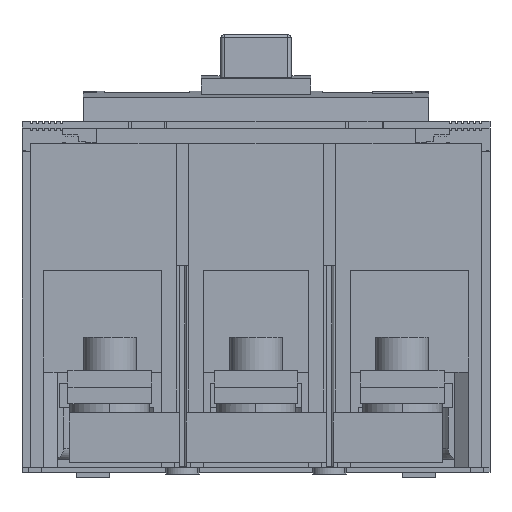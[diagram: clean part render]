
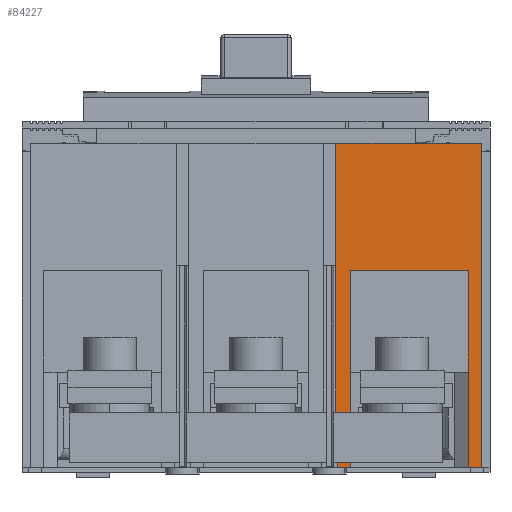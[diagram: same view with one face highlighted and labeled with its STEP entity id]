
A CAD part, front view. The second image highlights one B-rep face of the part: STEP entity #84227.
In plain terms, the highlighted planar face has unit normal (0, -1, 0).
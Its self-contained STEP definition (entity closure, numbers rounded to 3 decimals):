
#139 = VECTOR ( 'NONE', #20784, 1000. ) ;
#856 = DIRECTION ( 'NONE',  ( 0., 0., -1. ) ) ;
#1160 = CARTESIAN_POINT ( 'NONE',  ( 52.792, -126.737, -54.987 ) ) ;
#1698 = VERTEX_POINT ( 'NONE', #72316 ) ;
#2600 = EDGE_CURVE ( 'NONE', #36644, #14441, #15776, .T. ) ;
#3161 = FACE_OUTER_BOUND ( 'NONE', #15676, .T. ) ;
#5212 = LINE ( 'NONE', #32631, #22477 ) ;
#7430 = ORIENTED_EDGE ( 'NONE', *, *, #87320, .T. ) ;
#7575 = DIRECTION ( 'NONE',  ( 1., 0., 0. ) ) ;
#7695 = CARTESIAN_POINT ( 'NONE',  ( 13.792, -126.737, -53.047 ) ) ;
#9361 = DIRECTION ( 'NONE',  ( 0., 0., -1. ) ) ;
#10656 = VERTEX_POINT ( 'NONE', #38296 ) ;
#12437 = ORIENTED_EDGE ( 'NONE', *, *, #20486, .T. ) ;
#13137 = CARTESIAN_POINT ( 'NONE',  ( 17.492, -126.737, 5.953 ) ) ;
#13400 = CARTESIAN_POINT ( 'NONE',  ( 17.492, -126.737, -53.047 ) ) ;
#13510 = VECTOR ( 'NONE', #25281, 1000. ) ;
#14441 = VERTEX_POINT ( 'NONE', #76289 ) ;
#14844 = LINE ( 'NONE', #13137, #93448 ) ;
#15529 = EDGE_CURVE ( 'NONE', #95577, #53801, #20487, .T. ) ;
#15676 = EDGE_LOOP ( 'NONE', ( #55902, #53986, #92004, #7430, #48497, #90409, #31311, #63081, #12437, #41359, #45635 ) ) ;
#15776 = LINE ( 'NONE', #60014, #13510 ) ;
#17348 = EDGE_CURVE ( 'NONE', #36644, #89050, #78985, .T. ) ;
#18151 = VECTOR ( 'NONE', #94458, 1000. ) ;
#19683 = DIRECTION ( 'NONE',  ( 0., 0., -1. ) ) ;
#19844 = VECTOR ( 'NONE', #856, 1000. ) ;
#20069 = LINE ( 'NONE', #20116, #37379 ) ;
#20116 = CARTESIAN_POINT ( 'NONE',  ( 13.792, -126.737, -39.797 ) ) ;
#20486 = EDGE_CURVE ( 'NONE', #53801, #10656, #20069, .T. ) ;
#20487 = LINE ( 'NONE', #94550, #18151 ) ;
#20784 = DIRECTION ( 'NONE',  ( 0., 0., 1. ) ) ;
#21227 = VERTEX_POINT ( 'NONE', #28659 ) ;
#22477 = VECTOR ( 'NONE', #32558, 1000. ) ;
#25281 = DIRECTION ( 'NONE',  ( 0., 0., 1. ) ) ;
#25395 = EDGE_CURVE ( 'NONE', #10656, #21227, #85875, .T. ) ;
#27250 = EDGE_CURVE ( 'NONE', #51555, #1698, #5212, .T. ) ;
#28659 = CARTESIAN_POINT ( 'NONE',  ( 17.492, -126.737, -53.047 ) ) ;
#31311 = ORIENTED_EDGE ( 'NONE', *, *, #71986, .T. ) ;
#32558 = DIRECTION ( 'NONE',  ( -1., 0., 0. ) ) ;
#32631 = CARTESIAN_POINT ( 'NONE',  ( 56.692, -126.737, 43.953 ) ) ;
#36644 = VERTEX_POINT ( 'NONE', #74613 ) ;
#36984 = LINE ( 'NONE', #13400, #139 ) ;
#37235 = DIRECTION ( 'NONE',  ( 1., 0., 0. ) ) ;
#37379 = VECTOR ( 'NONE', #9361, 1000. ) ;
#37641 = LINE ( 'NONE', #71521, #55131 ) ;
#38296 = CARTESIAN_POINT ( 'NONE',  ( 13.792, -126.737, -53.047 ) ) ;
#38566 = VERTEX_POINT ( 'NONE', #55170 ) ;
#40002 = LINE ( 'NONE', #52251, #79455 ) ;
#41196 = EDGE_CURVE ( 'NONE', #21227, #38566, #36984, .T. ) ;
#41275 = CARTESIAN_POINT ( 'NONE',  ( -80.804, -126.737, -54.987 ) ) ;
#41359 = ORIENTED_EDGE ( 'NONE', *, *, #25395, .T. ) ;
#45635 = ORIENTED_EDGE ( 'NONE', *, *, #41196, .T. ) ;
#46551 = VECTOR ( 'NONE', #7575, 1000. ) ;
#48497 = ORIENTED_EDGE ( 'NONE', *, *, #87331, .T. ) ;
#48767 = DIRECTION ( 'NONE',  ( 1., 0., 0. ) ) ;
#51555 = VERTEX_POINT ( 'NONE', #55309 ) ;
#52251 = CARTESIAN_POINT ( 'NONE',  ( 48.792, -126.737, -53.047 ) ) ;
#53801 = VERTEX_POINT ( 'NONE', #91970 ) ;
#53986 = ORIENTED_EDGE ( 'NONE', *, *, #2600, .F. ) ;
#54011 = EDGE_CURVE ( 'NONE', #14441, #38566, #14844, .T. ) ;
#55131 = VECTOR ( 'NONE', #19683, 1000. ) ;
#55170 = CARTESIAN_POINT ( 'NONE',  ( 17.492, -126.737, 5.953 ) ) ;
#55309 = CARTESIAN_POINT ( 'NONE',  ( 56.692, -126.737, 43.953 ) ) ;
#55876 = PLANE ( 'NONE',  #94566 ) ;
#55902 = ORIENTED_EDGE ( 'NONE', *, *, #54011, .F. ) ;
#57432 = LINE ( 'NONE', #74575, #94333 ) ;
#60014 = CARTESIAN_POINT ( 'NONE',  ( 52.792, -126.737, -24.547 ) ) ;
#60435 = CARTESIAN_POINT ( 'NONE',  ( 13.192, -126.737, -39.797 ) ) ;
#63081 = ORIENTED_EDGE ( 'NONE', *, *, #15529, .T. ) ;
#63499 = VERTEX_POINT ( 'NONE', #92522 ) ;
#71521 = CARTESIAN_POINT ( 'NONE',  ( 13.192, -126.737, 41.353 ) ) ;
#71986 = EDGE_CURVE ( 'NONE', #1698, #95577, #37641, .T. ) ;
#72316 = CARTESIAN_POINT ( 'NONE',  ( 13.192, -126.737, 43.953 ) ) ;
#72339 = DIRECTION ( 'NONE',  ( -1., 0., 0. ) ) ;
#74575 = CARTESIAN_POINT ( 'NONE',  ( 56.692, -126.737, -53.047 ) ) ;
#74613 = CARTESIAN_POINT ( 'NONE',  ( 52.792, -126.737, -24.547 ) ) ;
#74905 = CARTESIAN_POINT ( 'NONE',  ( 52.792, -126.737, -53.047 ) ) ;
#76289 = CARTESIAN_POINT ( 'NONE',  ( 52.792, -126.737, 5.953 ) ) ;
#78985 = LINE ( 'NONE', #1160, #19844 ) ;
#79455 = VECTOR ( 'NONE', #37235, 1000. ) ;
#81947 = DIRECTION ( 'NONE',  ( 0., 0., 1. ) ) ;
#84227 = ADVANCED_FACE ( 'NONE', ( #3161 ), #55876, .T. ) ;
#85875 = LINE ( 'NONE', #7695, #46551 ) ;
#87320 = EDGE_CURVE ( 'NONE', #89050, #63499, #40002, .T. ) ;
#87331 = EDGE_CURVE ( 'NONE', #63499, #51555, #57432, .T. ) ;
#89050 = VERTEX_POINT ( 'NONE', #74905 ) ;
#90409 = ORIENTED_EDGE ( 'NONE', *, *, #27250, .T. ) ;
#91970 = CARTESIAN_POINT ( 'NONE',  ( 13.792, -126.737, -39.797 ) ) ;
#92004 = ORIENTED_EDGE ( 'NONE', *, *, #17348, .T. ) ;
#92522 = CARTESIAN_POINT ( 'NONE',  ( 56.692, -126.737, -53.047 ) ) ;
#92917 = DIRECTION ( 'NONE',  ( 0., -1., 0. ) ) ;
#93448 = VECTOR ( 'NONE', #72339, 1000. ) ;
#94333 = VECTOR ( 'NONE', #81947, 1000. ) ;
#94458 = DIRECTION ( 'NONE',  ( 1., 0., 0. ) ) ;
#94550 = CARTESIAN_POINT ( 'NONE',  ( 13.192, -126.737, -39.797 ) ) ;
#94566 = AXIS2_PLACEMENT_3D ( 'NONE', #41275, #92917, #48767 ) ;
#95577 = VERTEX_POINT ( 'NONE', #60435 ) ;
